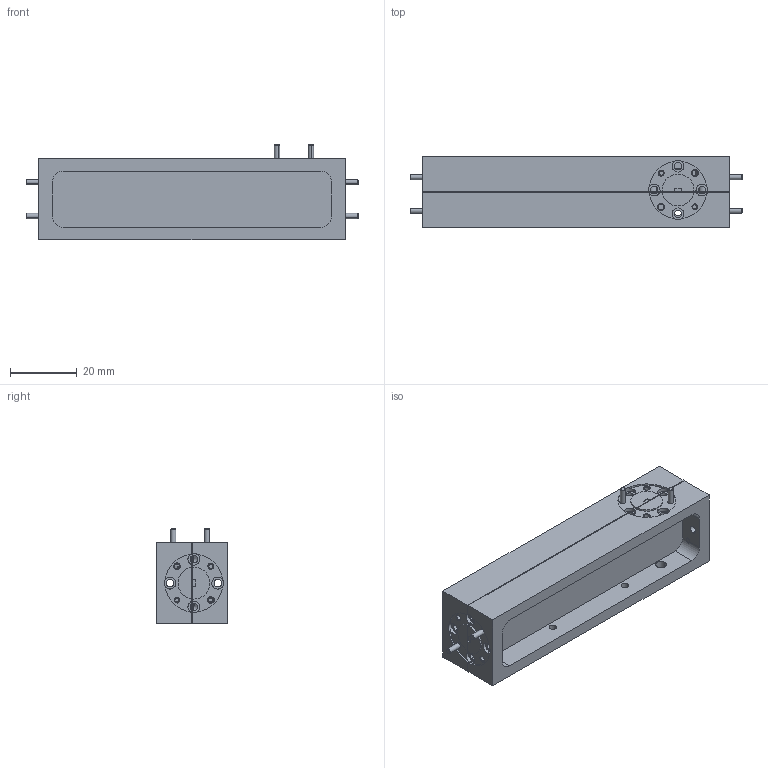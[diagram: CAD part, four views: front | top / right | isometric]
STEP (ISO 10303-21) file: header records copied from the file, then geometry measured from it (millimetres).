
FILE_DESCRIPTION (( 'STEP AP214' ), '1' );
FILE_NAME ('WD-SB-F-A, Defeatured.STEP', '2024-03-06T19:31:30', ( '' ), ( '' ), 'SwSTEP 2.0', 'SolidWorks 2021', '' );
FILE_SCHEMA (( 'AUTOMOTIVE_DESIGN' ));
Length unit declared in the file: inch
Products named in the file (1): WD-SB-F-A, Defeatured
Bounding box: 99.19 x 21.06 x 28.38 mm (x, y, z)
Volume: 26599 mm3; surface area: 23165.9 mm2
Topology: 33 solids, 33 shells, 780 faces, 1842 edges, 1138 vertices
Faces by surface type: plane 337, cylinder 240, cone 197, bspline 6
Entity records: 28595 total; most frequent: CARTESIAN_POINT 4850, DIRECTION 3910, ORIENTED_EDGE 3668, EDGE_CURVE 1834, AXIS2_PLACEMENT_3D 1447, VERTEX_POINT 1138, LINE 1016, VECTOR 1016
